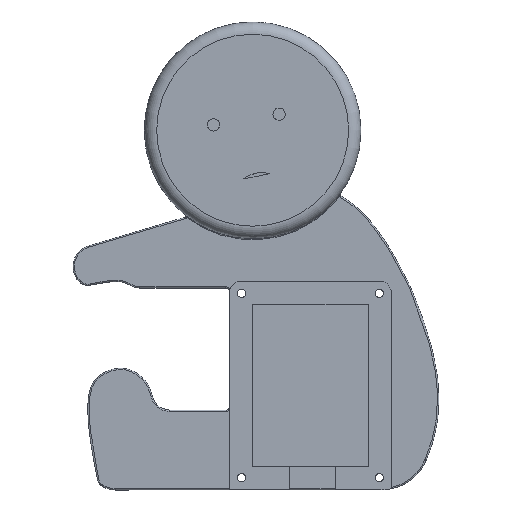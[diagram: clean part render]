
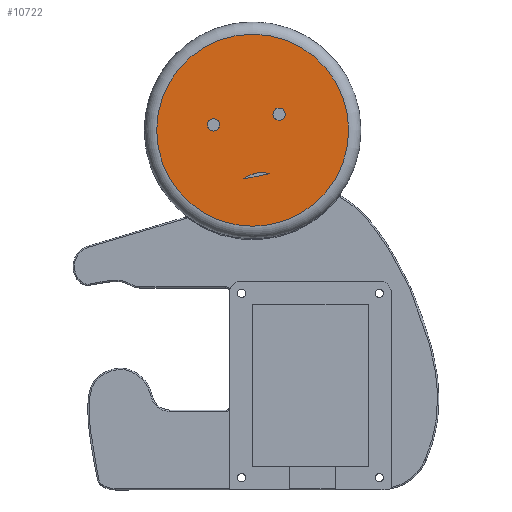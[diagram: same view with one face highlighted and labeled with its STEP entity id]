
A CAD part, top view. The second image highlights one B-rep face of the part: STEP entity #10722.
In plain terms, the highlighted planar face has unit normal (0, 0, 1).
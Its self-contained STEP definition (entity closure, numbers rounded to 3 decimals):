
#97=CIRCLE('',#10948,2.5);
#99=CIRCLE('',#10952,2.5);
#133=CIRCLE('',#11020,39.046);
#150=(
BOUNDED_CURVE()
B_SPLINE_CURVE(5,(#21449,#21450,#21451,#21452,#21453,#21454,#21455,#21456,
#21457,#21458,#21459,#21460,#21461,#21462,#21463),.UNSPECIFIED.,.F.,.F.)
B_SPLINE_CURVE_WITH_KNOTS((6,1,1,1,1,1,1,1,1,1,6),(0.,0.1,0.2,0.3,0.4,0.5,
0.6,0.7,0.8,0.9,1.),.UNSPECIFIED.)
CURVE()
GEOMETRIC_REPRESENTATION_ITEM()
RATIONAL_B_SPLINE_CURVE((1.,1.,1.,1.,1.,1.,1.,1.,1.,1.,1.,1.,1.,1.,1.))
REPRESENTATION_ITEM('')
);
#195=FACE_BOUND('',#1555,.T.);
#196=FACE_BOUND('',#1556,.T.);
#197=FACE_BOUND('',#1557,.T.);
#362=PLANE('',#11024);
#928=FACE_OUTER_BOUND('',#1554,.T.);
#1554=EDGE_LOOP('',(#9648));
#1555=EDGE_LOOP('',(#9649));
#1556=EDGE_LOOP('',(#9650));
#1557=EDGE_LOOP('',(#9651,#9652));
#2310=LINE('',#21484,#3092);
#3092=VECTOR('',#12144,10.);
#4881=VERTEX_POINT('',#21406);
#4883=VERTEX_POINT('',#21413);
#4884=VERTEX_POINT('',#21447);
#4885=VERTEX_POINT('',#21448);
#4953=VERTEX_POINT('',#22727);
#6411=EDGE_CURVE('',#4881,#4881,#97,.T.);
#6414=EDGE_CURVE('',#4883,#4883,#99,.T.);
#6415=EDGE_CURVE('',#4884,#4885,#150,.T.);
#6419=EDGE_CURVE('',#4885,#4884,#2310,.T.);
#6539=EDGE_CURVE('',#4953,#4953,#133,.T.);
#9648=ORIENTED_EDGE('',*,*,#6539,.F.);
#9649=ORIENTED_EDGE('',*,*,#6411,.T.);
#9650=ORIENTED_EDGE('',*,*,#6414,.T.);
#9651=ORIENTED_EDGE('',*,*,#6415,.T.);
#9652=ORIENTED_EDGE('',*,*,#6419,.T.);
#10722=ADVANCED_FACE('',(#928,#195,#196,#197),#362,.T.);
#10948=AXIS2_PLACEMENT_3D('',#21408,#12127,#12128);
#10952=AXIS2_PLACEMENT_3D('',#21415,#12136,#12137);
#11020=AXIS2_PLACEMENT_3D('',#22728,#12320,#12321);
#11024=AXIS2_PLACEMENT_3D('',#22734,#12328,#12329);
#12127=DIRECTION('center_axis',(0.,0.,-1.));
#12128=DIRECTION('ref_axis',(-1.,0.,0.));
#12136=DIRECTION('center_axis',(0.,0.,-1.));
#12137=DIRECTION('ref_axis',(-1.,0.,0.));
#12144=DIRECTION('',(-0.982,-0.191,0.));
#12320=DIRECTION('center_axis',(0.,0.,-1.));
#12321=DIRECTION('ref_axis',(0.603,0.797,0.));
#12328=DIRECTION('center_axis',(0.,0.,1.));
#12329=DIRECTION('ref_axis',(-1.,0.,0.));
#21406=CARTESIAN_POINT('',(-10.806,110.375,25.452));
#21408=CARTESIAN_POINT('Origin',(-13.306,110.375,25.452));
#21413=CARTESIAN_POINT('',(-37.5,106.,25.452));
#21415=CARTESIAN_POINT('Origin',(-40.,106.,25.452));
#21447=CARTESIAN_POINT('',(-27.731,84.057,25.452));
#21448=CARTESIAN_POINT('',(-17.168,86.116,25.452));
#21449=CARTESIAN_POINT('Ctrl Pts',(-27.731,84.057,25.452));
#21450=CARTESIAN_POINT('Ctrl Pts',(-27.527,84.196,25.452));
#21451=CARTESIAN_POINT('Ctrl Pts',(-27.118,84.466,25.452));
#21452=CARTESIAN_POINT('Ctrl Pts',(-26.504,84.846,25.452));
#21453=CARTESIAN_POINT('Ctrl Pts',(-25.681,85.301,25.452));
#21454=CARTESIAN_POINT('Ctrl Pts',(-24.645,85.777,25.452));
#21455=CARTESIAN_POINT('Ctrl Pts',(-23.601,86.153,25.452));
#21456=CARTESIAN_POINT('Ctrl Pts',(-22.549,86.418,25.452));
#21457=CARTESIAN_POINT('Ctrl Pts',(-21.489,86.569,25.452));
#21458=CARTESIAN_POINT('Ctrl Pts',(-20.42,86.609,25.452));
#21459=CARTESIAN_POINT('Ctrl Pts',(-19.344,86.545,25.452));
#21460=CARTESIAN_POINT('Ctrl Pts',(-18.477,86.418,25.452));
#21461=CARTESIAN_POINT('Ctrl Pts',(-17.823,86.282,25.452));
#21462=CARTESIAN_POINT('Ctrl Pts',(-17.387,86.175,25.452));
#21463=CARTESIAN_POINT('Ctrl Pts',(-17.168,86.116,25.452));
#21484=CARTESIAN_POINT('',(-24.098,84.765,25.452));
#22727=CARTESIAN_POINT('',(-63.093,103.835,25.452));
#22728=CARTESIAN_POINT('Origin',(-24.047,103.835,25.452));
#22734=CARTESIAN_POINT('Origin',(-24.047,103.835,25.452));
